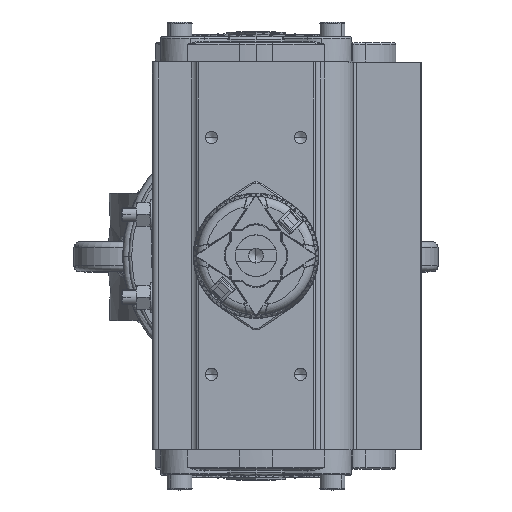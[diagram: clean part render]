
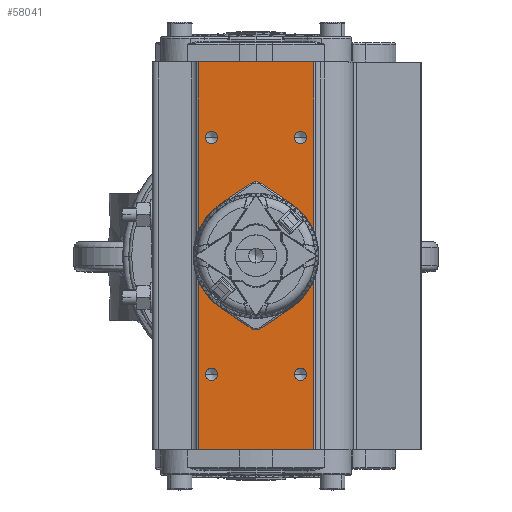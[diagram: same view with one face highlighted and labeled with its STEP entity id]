
A CAD part, top view. The second image highlights one B-rep face of the part: STEP entity #58041.
In plain terms, the highlighted face is planar.
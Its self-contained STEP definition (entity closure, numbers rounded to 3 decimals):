
#1889 = DIRECTION ( 'NONE',  ( 0., -1., 0. ) ) ;
#2599 = ORIENTED_EDGE ( 'NONE', *, *, #182079, .T. ) ;
#3431 = EDGE_CURVE ( 'NONE', #193143, #143170, #85938, .T. ) ;
#4657 = CARTESIAN_POINT ( 'NONE',  ( 65.773, 27.5, -19.5 ) ) ;
#5108 = ORIENTED_EDGE ( 'NONE', *, *, #219364, .T. ) ;
#7299 = CIRCLE ( 'NONE', #18676, 2.065 ) ;
#11211 = ORIENTED_EDGE ( 'NONE', *, *, #3431, .T. ) ;
#13646 = VERTEX_POINT ( 'NONE', #53445 ) ;
#15610 = DIRECTION ( 'NONE',  ( 0., -1., 0. ) ) ;
#16255 = VECTOR ( 'NONE', #145669, 1000. ) ;
#17828 = AXIS2_PLACEMENT_3D ( 'NONE', #109321, #233211, #90294 ) ;
#18676 = AXIS2_PLACEMENT_3D ( 'NONE', #117346, #226892, #206694 ) ;
#21749 = CIRCLE ( 'NONE', #17828, 2.065 ) ;
#23950 = EDGE_LOOP ( 'NONE', ( #5108, #54039 ) ) ;
#24314 = DIRECTION ( 'NONE',  ( 0., 0., -1. ) ) ;
#26129 = DIRECTION ( 'NONE',  ( 0., 0., 1. ) ) ;
#26779 = CARTESIAN_POINT ( 'NONE',  ( -39.677, 27.5, -12.935 ) ) ;
#28011 = CARTESIAN_POINT ( 'NONE',  ( 0.323, 27.5, -7.55 ) ) ;
#28471 = EDGE_CURVE ( 'NONE', #48924, #39178, #220511, .T. ) ;
#28794 = VERTEX_POINT ( 'NONE', #114187 ) ;
#31899 = FACE_BOUND ( 'NONE', #85906, .T. ) ;
#33063 = VERTEX_POINT ( 'NONE', #88028 ) ;
#33066 = PLANE ( 'NONE',  #227531 ) ;
#33553 = CARTESIAN_POINT ( 'NONE',  ( 65.773, 27.5, 19.5 ) ) ;
#36684 = CARTESIAN_POINT ( 'NONE',  ( 40.323, 27.5, 15. ) ) ;
#37299 = AXIS2_PLACEMENT_3D ( 'NONE', #171402, #119002, #153543 ) ;
#38845 = EDGE_CURVE ( 'NONE', #151703, #83896, #175005, .T. ) ;
#39178 = VERTEX_POINT ( 'NONE', #163325 ) ;
#39867 = EDGE_CURVE ( 'NONE', #77348, #48924, #137274, .T. ) ;
#43016 = AXIS2_PLACEMENT_3D ( 'NONE', #133436, #109743, #182326 ) ;
#44214 = DIRECTION ( 'NONE',  ( 0., 0., 1. ) ) ;
#45493 = CARTESIAN_POINT ( 'NONE',  ( 0.323, 27.5, 0. ) ) ;
#46249 = FACE_BOUND ( 'NONE', #69925, .T. ) ;
#48924 = VERTEX_POINT ( 'NONE', #4657 ) ;
#50639 = CARTESIAN_POINT ( 'NONE',  ( 40.323, 27.5, 15. ) ) ;
#50769 = DIRECTION ( 'NONE',  ( 0., 0., 1. ) ) ;
#53445 = CARTESIAN_POINT ( 'NONE',  ( -39.677, 27.5, 17.065 ) ) ;
#54039 = ORIENTED_EDGE ( 'NONE', *, *, #181840, .T. ) ;
#54855 = ORIENTED_EDGE ( 'NONE', *, *, #191608, .T. ) ;
#58041 = ADVANCED_FACE ( 'NONE', ( #64087, #209323, #46249, #118797, #137815, #31899 ), #33066, .T. ) ;
#58273 = EDGE_CURVE ( 'NONE', #28794, #13646, #7299, .T. ) ;
#59322 = AXIS2_PLACEMENT_3D ( 'NONE', #158068, #69966, #123513 ) ;
#61281 = ORIENTED_EDGE ( 'NONE', *, *, #28471, .T. ) ;
#64087 = FACE_OUTER_BOUND ( 'NONE', #138991, .T. ) ;
#68478 = DIRECTION ( 'NONE',  ( 0., 0., 1. ) ) ;
#69925 = EDGE_LOOP ( 'NONE', ( #227285, #11211 ) ) ;
#69966 = DIRECTION ( 'NONE',  ( 0., -1., 0. ) ) ;
#70343 = DIRECTION ( 'NONE',  ( 0., 0., -1. ) ) ;
#75067 = EDGE_CURVE ( 'NONE', #127046, #33063, #90591, .T. ) ;
#76920 = CIRCLE ( 'NONE', #107290, 2.065 ) ;
#77348 = VERTEX_POINT ( 'NONE', #33553 ) ;
#83896 = VERTEX_POINT ( 'NONE', #195389 ) ;
#85906 = EDGE_LOOP ( 'NONE', ( #123629, #105824 ) ) ;
#85938 = CIRCLE ( 'NONE', #59322, 2.065 ) ;
#86550 = EDGE_CURVE ( 'NONE', #33063, #127046, #21749, .T. ) ;
#88028 = CARTESIAN_POINT ( 'NONE',  ( 40.323, 27.5, -12.935 ) ) ;
#88405 = VECTOR ( 'NONE', #188236, 1000. ) ;
#89003 = EDGE_LOOP ( 'NONE', ( #196605, #101473 ) ) ;
#89324 = CARTESIAN_POINT ( 'NONE',  ( 0.323, 27.5, 7.55 ) ) ;
#90294 = DIRECTION ( 'NONE',  ( 0., 0., 1. ) ) ;
#90591 = CIRCLE ( 'NONE', #37299, 2.065 ) ;
#96997 = CARTESIAN_POINT ( 'NONE',  ( -39.677, 27.5, -17.065 ) ) ;
#101473 = ORIENTED_EDGE ( 'NONE', *, *, #75067, .T. ) ;
#105824 = ORIENTED_EDGE ( 'NONE', *, *, #38845, .T. ) ;
#107290 = AXIS2_PLACEMENT_3D ( 'NONE', #227284, #151107, #26129 ) ;
#109321 = CARTESIAN_POINT ( 'NONE',  ( 40.323, 27.5, -15. ) ) ;
#109743 = DIRECTION ( 'NONE',  ( 0., -1., 0. ) ) ;
#114187 = CARTESIAN_POINT ( 'NONE',  ( -39.677, 27.5, 12.935 ) ) ;
#117346 = CARTESIAN_POINT ( 'NONE',  ( -39.677, 27.5, 15. ) ) ;
#118797 = FACE_BOUND ( 'NONE', #89003, .T. ) ;
#119002 = DIRECTION ( 'NONE',  ( 0., -1., 0. ) ) ;
#121691 = CARTESIAN_POINT ( 'NONE',  ( 40.323, 27.5, 12.935 ) ) ;
#123192 = DIRECTION ( 'NONE',  ( 0., -1., 0. ) ) ;
#123513 = DIRECTION ( 'NONE',  ( 0., 0., 1. ) ) ;
#123566 = CIRCLE ( 'NONE', #184431, 7.55 ) ;
#123629 = ORIENTED_EDGE ( 'NONE', *, *, #161721, .T. ) ;
#127046 = VERTEX_POINT ( 'NONE', #230184 ) ;
#133129 = EDGE_CURVE ( 'NONE', #143170, #193143, #76920, .T. ) ;
#133436 = CARTESIAN_POINT ( 'NONE',  ( 0.323, 27.5, 0. ) ) ;
#134851 = VERTEX_POINT ( 'NONE', #164767 ) ;
#137274 = LINE ( 'NONE', #225463, #186752 ) ;
#137815 = FACE_BOUND ( 'NONE', #148702, .T. ) ;
#138991 = EDGE_LOOP ( 'NONE', ( #163982, #164173, #61281, #2599 ) ) ;
#141348 = DIRECTION ( 'NONE',  ( 0., 0., -1. ) ) ;
#143170 = VERTEX_POINT ( 'NONE', #26779 ) ;
#143763 = DIRECTION ( 'NONE',  ( 0., -1., 0. ) ) ;
#144694 = CARTESIAN_POINT ( 'NONE',  ( -39.677, 27.5, 15. ) ) ;
#144935 = DIRECTION ( 'NONE',  ( 0., 0., 1. ) ) ;
#145669 = DIRECTION ( 'NONE',  ( 1., 0., 0. ) ) ;
#148702 = EDGE_LOOP ( 'NONE', ( #54855, #188089 ) ) ;
#151107 = DIRECTION ( 'NONE',  ( 0., -1., 0. ) ) ;
#151703 = VERTEX_POINT ( 'NONE', #121691 ) ;
#153543 = DIRECTION ( 'NONE',  ( 0., 0., 1. ) ) ;
#158068 = CARTESIAN_POINT ( 'NONE',  ( -39.677, 27.5, -15. ) ) ;
#161721 = EDGE_CURVE ( 'NONE', #83896, #151703, #163573, .T. ) ;
#163325 = CARTESIAN_POINT ( 'NONE',  ( -65.127, 27.5, -19.5 ) ) ;
#163573 = CIRCLE ( 'NONE', #209326, 2.065 ) ;
#163982 = ORIENTED_EDGE ( 'NONE', *, *, #164796, .T. ) ;
#164173 = ORIENTED_EDGE ( 'NONE', *, *, #39867, .T. ) ;
#164767 = CARTESIAN_POINT ( 'NONE',  ( -65.127, 27.5, 19.5 ) ) ;
#164796 = EDGE_CURVE ( 'NONE', #134851, #77348, #176699, .T. ) ;
#169278 = CIRCLE ( 'NONE', #233937, 2.065 ) ;
#170323 = LINE ( 'NONE', #175020, #198931 ) ;
#171402 = CARTESIAN_POINT ( 'NONE',  ( 40.323, 27.5, -15. ) ) ;
#175005 = CIRCLE ( 'NONE', #194070, 2.065 ) ;
#175020 = CARTESIAN_POINT ( 'NONE',  ( -65.127, 27.5, -32.862 ) ) ;
#176699 = LINE ( 'NONE', #214839, #16255 ) ;
#179393 = DIRECTION ( 'NONE',  ( 0., 1., 0. ) ) ;
#181840 = EDGE_CURVE ( 'NONE', #183222, #209100, #183482, .T. ) ;
#182079 = EDGE_CURVE ( 'NONE', #39178, #134851, #170323, .T. ) ;
#182326 = DIRECTION ( 'NONE',  ( 0., 0., -1. ) ) ;
#183222 = VERTEX_POINT ( 'NONE', #89324 ) ;
#183482 = CIRCLE ( 'NONE', #43016, 7.55 ) ;
#184431 = AXIS2_PLACEMENT_3D ( 'NONE', #45493, #15610, #70343 ) ;
#186752 = VECTOR ( 'NONE', #24314, 1000. ) ;
#188089 = ORIENTED_EDGE ( 'NONE', *, *, #58273, .T. ) ;
#188236 = DIRECTION ( 'NONE',  ( -1., 0., 0. ) ) ;
#191608 = EDGE_CURVE ( 'NONE', #13646, #28794, #169278, .T. ) ;
#193143 = VERTEX_POINT ( 'NONE', #96997 ) ;
#193780 = CARTESIAN_POINT ( 'NONE',  ( 0.323, 27.5, -20. ) ) ;
#194070 = AXIS2_PLACEMENT_3D ( 'NONE', #50639, #123192, #68478 ) ;
#195389 = CARTESIAN_POINT ( 'NONE',  ( 40.323, 27.5, 17.065 ) ) ;
#196605 = ORIENTED_EDGE ( 'NONE', *, *, #86550, .T. ) ;
#198931 = VECTOR ( 'NONE', #44214, 1000. ) ;
#202631 = CARTESIAN_POINT ( 'NONE',  ( 0.323, 27.5, -19.5 ) ) ;
#206694 = DIRECTION ( 'NONE',  ( 0., 0., 1. ) ) ;
#209100 = VERTEX_POINT ( 'NONE', #28011 ) ;
#209323 = FACE_BOUND ( 'NONE', #23950, .T. ) ;
#209326 = AXIS2_PLACEMENT_3D ( 'NONE', #36684, #143763, #144935 ) ;
#214839 = CARTESIAN_POINT ( 'NONE',  ( 0.323, 27.5, 19.5 ) ) ;
#219364 = EDGE_CURVE ( 'NONE', #209100, #183222, #123566, .T. ) ;
#220511 = LINE ( 'NONE', #202631, #88405 ) ;
#225463 = CARTESIAN_POINT ( 'NONE',  ( 65.773, 27.5, -34.607 ) ) ;
#226892 = DIRECTION ( 'NONE',  ( 0., -1., 0. ) ) ;
#227284 = CARTESIAN_POINT ( 'NONE',  ( -39.677, 27.5, -15. ) ) ;
#227285 = ORIENTED_EDGE ( 'NONE', *, *, #133129, .T. ) ;
#227531 = AXIS2_PLACEMENT_3D ( 'NONE', #193780, #179393, #141348 ) ;
#230184 = CARTESIAN_POINT ( 'NONE',  ( 40.323, 27.5, -17.065 ) ) ;
#233211 = DIRECTION ( 'NONE',  ( 0., -1., 0. ) ) ;
#233937 = AXIS2_PLACEMENT_3D ( 'NONE', #144694, #1889, #50769 ) ;
